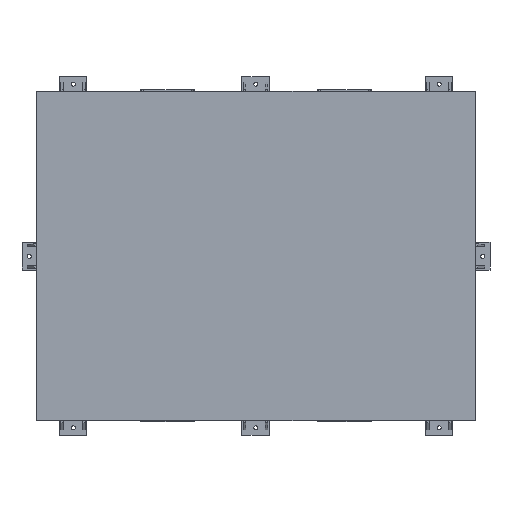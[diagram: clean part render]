
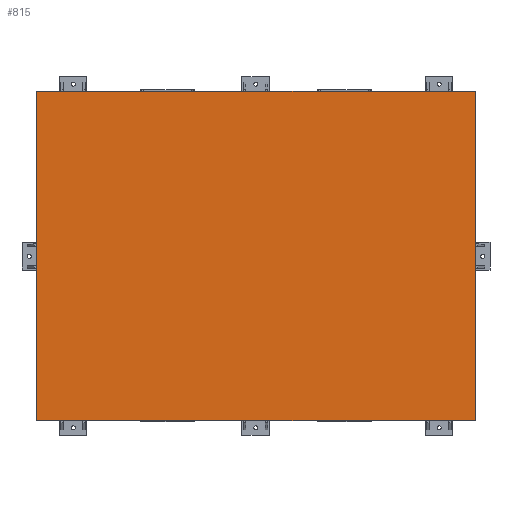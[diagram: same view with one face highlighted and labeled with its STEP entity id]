
A CAD part, top view. The second image highlights one B-rep face of the part: STEP entity #815.
In plain terms, the highlighted planar face has unit normal (0, 0, 1).
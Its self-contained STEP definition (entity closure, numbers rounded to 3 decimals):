
#815=ADVANCED_FACE('',(#1471),#1113,.T.);
#1113=PLANE('',#8500);
#1471=FACE_OUTER_BOUND('',#1917,.T.);
#1917=EDGE_LOOP('',(#4163,#4164,#4165,#4166));
#4163=ORIENTED_EDGE('',*,*,#6027,.F.);
#4164=ORIENTED_EDGE('',*,*,#6028,.F.);
#4165=ORIENTED_EDGE('',*,*,#6029,.F.);
#4166=ORIENTED_EDGE('',*,*,#6030,.F.);
#4899=VERTEX_POINT('',#12842);
#4900=VERTEX_POINT('',#12843);
#4901=VERTEX_POINT('',#12845);
#4902=VERTEX_POINT('',#12847);
#6027=EDGE_CURVE('',#4899,#4900,#6967,.T.);
#6028=EDGE_CURVE('',#4901,#4899,#6968,.T.);
#6029=EDGE_CURVE('',#4902,#4901,#6969,.T.);
#6030=EDGE_CURVE('',#4900,#4902,#6970,.T.);
#6967=LINE('',#12841,#7907);
#6968=LINE('',#12844,#7908);
#6969=LINE('',#12846,#7909);
#6970=LINE('',#12848,#7910);
#7907=VECTOR('',#10596,1.);
#7908=VECTOR('',#10597,1.);
#7909=VECTOR('',#10598,1.);
#7910=VECTOR('',#10599,1.);
#8500=AXIS2_PLACEMENT_3D('',#12849,#10600,#10601);
#10596=DIRECTION('',(-1.,0.,0.));
#10597=DIRECTION('',(0.,-1.,0.));
#10598=DIRECTION('',(1.,0.,0.));
#10599=DIRECTION('',(0.,1.,0.));
#10600=DIRECTION('',(0.,0.,1.));
#10601=DIRECTION('',(1.,0.,0.));
#12841=CARTESIAN_POINT('',(-1200.,0.,0.));
#12842=CARTESIAN_POINT('',(0.,0.,0.));
#12843=CARTESIAN_POINT('',(-2400.,0.,0.));
#12844=CARTESIAN_POINT('',(0.,900.,0.));
#12845=CARTESIAN_POINT('',(0.,1800.,0.));
#12846=CARTESIAN_POINT('',(-1200.,1800.,0.));
#12847=CARTESIAN_POINT('',(-2400.,1800.,0.));
#12848=CARTESIAN_POINT('',(-2400.,900.,0.));
#12849=CARTESIAN_POINT('',(-1200.,900.,0.));
